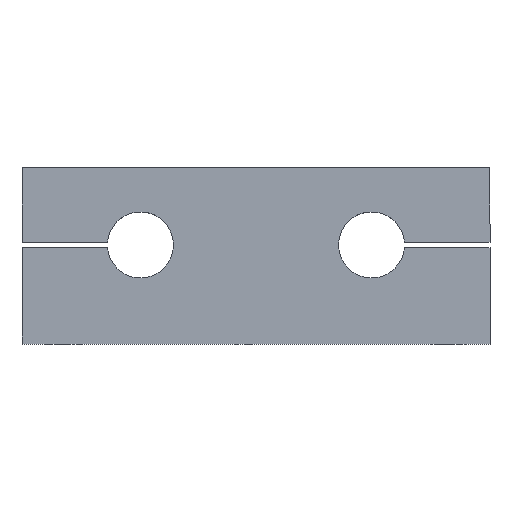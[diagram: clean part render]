
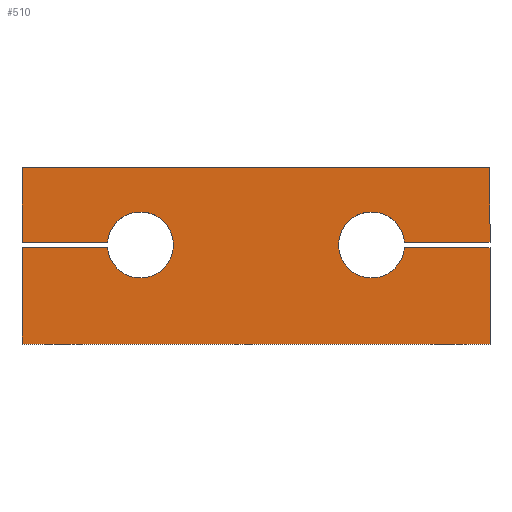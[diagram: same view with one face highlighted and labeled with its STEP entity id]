
A CAD part, top view. The second image highlights one B-rep face of the part: STEP entity #510.
In plain terms, the highlighted planar face has unit normal (0, 0, 1).
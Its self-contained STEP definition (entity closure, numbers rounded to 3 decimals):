
#6 = DIRECTION ( 'NONE',  ( 1., 0., 0. ) ) ;
#19 = VERTEX_POINT ( 'NONE', #658 ) ;
#24 = PLANE ( 'NONE',  #671 ) ;
#26 = ORIENTED_EDGE ( 'NONE', *, *, #595, .T. ) ;
#28 = CARTESIAN_POINT ( 'NONE',  ( -42.5, 32., 7. ) ) ;
#36 = ORIENTED_EDGE ( 'NONE', *, *, #227, .T. ) ;
#65 = DIRECTION ( 'NONE',  ( -1., 0., 0. ) ) ;
#71 = CARTESIAN_POINT ( 'NONE',  ( -21., 18., 7. ) ) ;
#88 = ORIENTED_EDGE ( 'NONE', *, *, #355, .F. ) ;
#98 = VERTEX_POINT ( 'NONE', #110 ) ;
#102 = CARTESIAN_POINT ( 'NONE',  ( -42.5, 0., 7. ) ) ;
#110 = CARTESIAN_POINT ( 'NONE',  ( 26.979, 18.5, 7. ) ) ;
#129 = CARTESIAN_POINT ( 'NONE',  ( 26.979, 17.5, 7. ) ) ;
#133 = CARTESIAN_POINT ( 'NONE',  ( 42.5, 0., 7. ) ) ;
#135 = CARTESIAN_POINT ( 'NONE',  ( 0., 0., 7. ) ) ;
#136 = EDGE_LOOP ( 'NONE', ( #471, #203, #36, #681, #145, #26, #480, #88, #685, #367, #140, #271 ) ) ;
#138 = VECTOR ( 'NONE', #639, 1000. ) ;
#140 = ORIENTED_EDGE ( 'NONE', *, *, #187, .T. ) ;
#143 = VECTOR ( 'NONE', #65, 1000. ) ;
#145 = ORIENTED_EDGE ( 'NONE', *, *, #300, .T. ) ;
#157 = VECTOR ( 'NONE', #348, 1000. ) ;
#165 = CIRCLE ( 'NONE', #662, 6. ) ;
#187 = EDGE_CURVE ( 'NONE', #699, #257, #258, .T. ) ;
#196 = EDGE_CURVE ( 'NONE', #631, #465, #270, .T. ) ;
#203 = ORIENTED_EDGE ( 'NONE', *, *, #508, .T. ) ;
#205 = DIRECTION ( 'NONE',  ( -1., 0., 0. ) ) ;
#208 = LINE ( 'NONE', #670, #449 ) ;
#214 = CARTESIAN_POINT ( 'NONE',  ( -42.5, 18.5, 7. ) ) ;
#227 = EDGE_CURVE ( 'NONE', #98, #631, #208, .T. ) ;
#229 = CARTESIAN_POINT ( 'NONE',  ( 42.5, 17.5, 7. ) ) ;
#238 = DIRECTION ( 'NONE',  ( 0., 0., -1. ) ) ;
#243 = VERTEX_POINT ( 'NONE', #129 ) ;
#250 = VECTOR ( 'NONE', #453, 1000. ) ;
#256 = EDGE_CURVE ( 'NONE', #19, #243, #387, .T. ) ;
#257 = VERTEX_POINT ( 'NONE', #551 ) ;
#258 = LINE ( 'NONE', #468, #402 ) ;
#270 = LINE ( 'NONE', #428, #676 ) ;
#271 = ORIENTED_EDGE ( 'NONE', *, *, #424, .T. ) ;
#286 = CARTESIAN_POINT ( 'NONE',  ( -42.5, 32., 7. ) ) ;
#288 = CARTESIAN_POINT ( 'NONE',  ( 42.5, 32., 7. ) ) ;
#292 = LINE ( 'NONE', #133, #691 ) ;
#293 = CARTESIAN_POINT ( 'NONE',  ( 21., 18., 7. ) ) ;
#300 = EDGE_CURVE ( 'NONE', #465, #546, #494, .T. ) ;
#301 = AXIS2_PLACEMENT_3D ( 'NONE', #71, #565, #6 ) ;
#302 = LINE ( 'NONE', #516, #250 ) ;
#310 = VERTEX_POINT ( 'NONE', #392 ) ;
#339 = DIRECTION ( 'NONE',  ( 0., -1., 0. ) ) ;
#348 = DIRECTION ( 'NONE',  ( -1., 0., 0. ) ) ;
#351 = CARTESIAN_POINT ( 'NONE',  ( -26.979, 17.5, 7. ) ) ;
#355 = EDGE_CURVE ( 'NONE', #377, #488, #361, .T. ) ;
#360 = CARTESIAN_POINT ( 'NONE',  ( -42.5, 17.5, 7. ) ) ;
#361 = CIRCLE ( 'NONE', #301, 6. ) ;
#366 = DIRECTION ( 'NONE',  ( -1., 0., 0. ) ) ;
#367 = ORIENTED_EDGE ( 'NONE', *, *, #446, .T. ) ;
#377 = VERTEX_POINT ( 'NONE', #351 ) ;
#387 = LINE ( 'NONE', #229, #143 ) ;
#392 = CARTESIAN_POINT ( 'NONE',  ( -42.5, 18.5, 7. ) ) ;
#402 = VECTOR ( 'NONE', #707, 1000. ) ;
#407 = CARTESIAN_POINT ( 'NONE',  ( -26.979, 18.5, 7. ) ) ;
#424 = EDGE_CURVE ( 'NONE', #257, #19, #292, .T. ) ;
#428 = CARTESIAN_POINT ( 'NONE',  ( 42.5, 0., 7. ) ) ;
#446 = EDGE_CURVE ( 'NONE', #577, #699, #451, .T. ) ;
#449 = VECTOR ( 'NONE', #674, 1000. ) ;
#451 = LINE ( 'NONE', #673, #549 ) ;
#453 = DIRECTION ( 'NONE',  ( 1., 0., 0. ) ) ;
#465 = VERTEX_POINT ( 'NONE', #288 ) ;
#468 = CARTESIAN_POINT ( 'NONE',  ( -42.5, 0., 7. ) ) ;
#470 = LINE ( 'NONE', #214, #514 ) ;
#471 = ORIENTED_EDGE ( 'NONE', *, *, #256, .T. ) ;
#480 = ORIENTED_EDGE ( 'NONE', *, *, #688, .F. ) ;
#483 = DIRECTION ( 'NONE',  ( 0., 1., 0. ) ) ;
#488 = VERTEX_POINT ( 'NONE', #407 ) ;
#494 = LINE ( 'NONE', #286, #157 ) ;
#499 = EDGE_CURVE ( 'NONE', #577, #377, #302, .T. ) ;
#508 = EDGE_CURVE ( 'NONE', #243, #98, #165, .T. ) ;
#510 = ADVANCED_FACE ( 'NONE', ( #568 ), #24, .F. ) ;
#514 = VECTOR ( 'NONE', #205, 1000. ) ;
#516 = CARTESIAN_POINT ( 'NONE',  ( -42.5, 17.5, 7. ) ) ;
#546 = VERTEX_POINT ( 'NONE', #28 ) ;
#549 = VECTOR ( 'NONE', #339, 1000. ) ;
#551 = CARTESIAN_POINT ( 'NONE',  ( 42.5, 0., 7. ) ) ;
#565 = DIRECTION ( 'NONE',  ( 0., 0., 1. ) ) ;
#568 = FACE_OUTER_BOUND ( 'NONE', #136, .T. ) ;
#577 = VERTEX_POINT ( 'NONE', #360 ) ;
#595 = EDGE_CURVE ( 'NONE', #546, #310, #687, .T. ) ;
#628 = DIRECTION ( 'NONE',  ( -1., 0., 0. ) ) ;
#631 = VERTEX_POINT ( 'NONE', #656 ) ;
#634 = CARTESIAN_POINT ( 'NONE',  ( -42.5, 0., 7. ) ) ;
#639 = DIRECTION ( 'NONE',  ( 0., -1., 0. ) ) ;
#641 = DIRECTION ( 'NONE',  ( 0., 0., -1. ) ) ;
#656 = CARTESIAN_POINT ( 'NONE',  ( 42.5, 18.5, 7. ) ) ;
#658 = CARTESIAN_POINT ( 'NONE',  ( 42.5, 17.5, 7. ) ) ;
#662 = AXIS2_PLACEMENT_3D ( 'NONE', #293, #641, #628 ) ;
#669 = DIRECTION ( 'NONE',  ( 0., 1., 0. ) ) ;
#670 = CARTESIAN_POINT ( 'NONE',  ( 42.5, 18.5, 7. ) ) ;
#671 = AXIS2_PLACEMENT_3D ( 'NONE', #135, #238, #366 ) ;
#673 = CARTESIAN_POINT ( 'NONE',  ( -42.5, 0., 7. ) ) ;
#674 = DIRECTION ( 'NONE',  ( 1., 0., 0. ) ) ;
#676 = VECTOR ( 'NONE', #483, 1000. ) ;
#681 = ORIENTED_EDGE ( 'NONE', *, *, #196, .T. ) ;
#685 = ORIENTED_EDGE ( 'NONE', *, *, #499, .F. ) ;
#687 = LINE ( 'NONE', #634, #138 ) ;
#688 = EDGE_CURVE ( 'NONE', #488, #310, #470, .T. ) ;
#691 = VECTOR ( 'NONE', #669, 1000. ) ;
#699 = VERTEX_POINT ( 'NONE', #102 ) ;
#707 = DIRECTION ( 'NONE',  ( 1., 0., 0. ) ) ;
